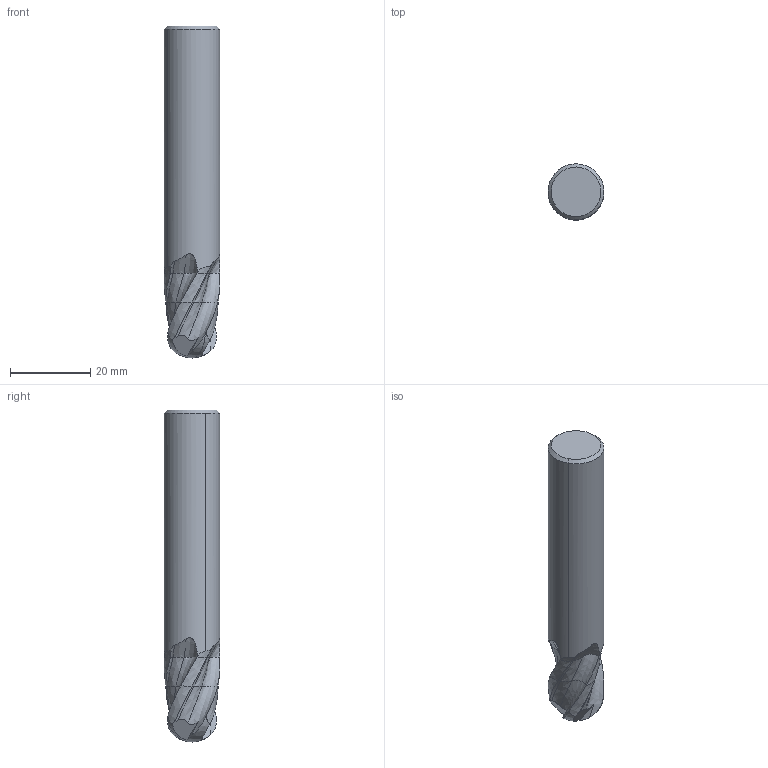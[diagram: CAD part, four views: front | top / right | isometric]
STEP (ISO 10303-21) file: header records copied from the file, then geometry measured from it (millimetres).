
FILE_DESCRIPTION(('Open CASCADE Model'),'2;1');
FILE_NAME('Open CASCADE Shape Model','2021-06-28T09:57:03',('Author'),( 'Open CASCADE'),'Open CASCADE STEP processor 7.5','Open CASCADE 7.5' ,'Unknown');
FILE_SCHEMA(('AUTOMOTIVE_DESIGN { 1 0 10303 214 1 1 1 1 }'));
Length unit declared in the file: millimetre
Products named in the file (4): Open CASCADE STEP translator 7.5 34; Open CASCADE STEP translator 7.5 34.1; Open CASCADE STEP translator 7.5 35; Open CASCADE STEP translator 7.5 35.1
Assembly tree (2 placements, depth 2):
  Open CASCADE STEP translator 7.5 34
    Open CASCADE STEP translator 7.5 34.1
  Open CASCADE STEP translator 7.5 35
    Open CASCADE STEP translator 7.5 35.1
Bounding box: 14 x 14 x 83 mm (x, y, z)
Volume: 11266.3 mm3; surface area: 4024.1 mm2
Topology: 2 solids, 2 shells, 65 faces, 164 edges, 101 vertices
Faces by surface type: bspline 48, plane 11, sphere 2, cone 2, cylinder 2
Entity records: 3255 total; most frequent: CARTESIAN_POINT 2153, ORIENTED_EDGE 324, EDGE_CURVE 162, B_SPLINE_CURVE_WITH_KNOTS 132, VERTEX_POINT 101, DIRECTION 66, ADVANCED_FACE 65, FACE_BOUND 65
